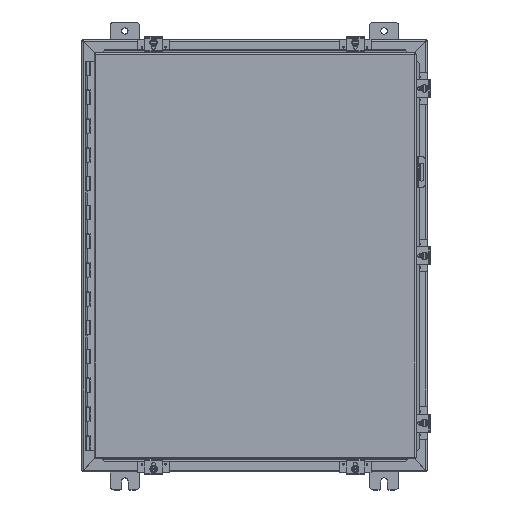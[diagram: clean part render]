
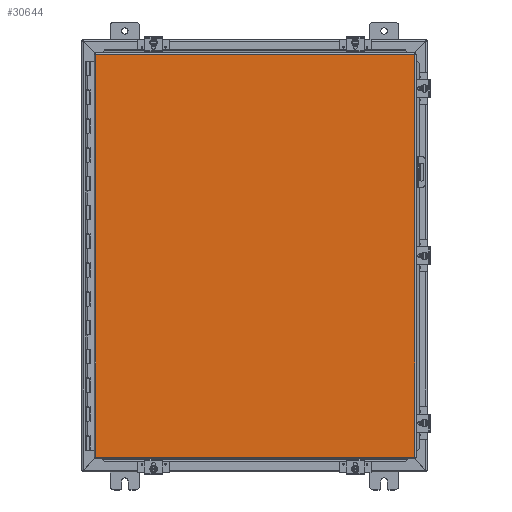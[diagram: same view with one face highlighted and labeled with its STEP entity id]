
A CAD part, top view. The second image highlights one B-rep face of the part: STEP entity #30644.
In plain terms, the highlighted face is planar.
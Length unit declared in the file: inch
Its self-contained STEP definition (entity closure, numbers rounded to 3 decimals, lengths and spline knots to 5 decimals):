
#1894 = LINE ( 'NONE', #39558, #36851 ) ;
#3622 = DIRECTION ( 'NONE',  ( 1., 0., 0. ) ) ;
#4645 = DIRECTION ( 'NONE',  ( 0., 0., 1. ) ) ;
#4967 = CARTESIAN_POINT ( 'NONE',  ( 0., 0., 0. ) ) ;
#6398 = CARTESIAN_POINT ( 'NONE',  ( 11.08225, -13.9885, 0. ) ) ;
#7275 = PLANE ( 'NONE',  #31485 ) ;
#7863 = CARTESIAN_POINT ( 'NONE',  ( -11.08225, 13.9885, 0. ) ) ;
#9338 = CARTESIAN_POINT ( 'NONE',  ( -11.08225, -13.9885, 0. ) ) ;
#11854 = EDGE_CURVE ( 'NONE', #23336, #16076, #17620, .T. ) ;
#12397 = ORIENTED_EDGE ( 'NONE', *, *, #22404, .T. ) ;
#13341 = EDGE_LOOP ( 'NONE', ( #20379, #25205, #12397, #41900 ) ) ;
#15046 = VERTEX_POINT ( 'NONE', #29484 ) ;
#16076 = VERTEX_POINT ( 'NONE', #7863 ) ;
#17010 = DIRECTION ( 'NONE',  ( -1., 0., 0. ) ) ;
#17012 = EDGE_CURVE ( 'NONE', #16076, #15046, #1894, .T. ) ;
#17610 = VECTOR ( 'NONE', #42538, 39.37008 ) ;
#17620 = LINE ( 'NONE', #40378, #17610 ) ;
#17637 = CARTESIAN_POINT ( 'NONE',  ( 5.54112, -13.9885, 0. ) ) ;
#20379 = ORIENTED_EDGE ( 'NONE', *, *, #11854, .T. ) ;
#21300 = CARTESIAN_POINT ( 'NONE',  ( 11.08225, 6.99425, 0. ) ) ;
#21355 = DIRECTION ( 'NONE',  ( 0., -1., 0. ) ) ;
#21422 = VERTEX_POINT ( 'NONE', #6398 ) ;
#22404 = EDGE_CURVE ( 'NONE', #15046, #21422, #26546, .T. ) ;
#23336 = VERTEX_POINT ( 'NONE', #9338 ) ;
#24469 = FACE_OUTER_BOUND ( 'NONE', #13341, .T. ) ;
#25205 = ORIENTED_EDGE ( 'NONE', *, *, #17012, .T. ) ;
#26546 = LINE ( 'NONE', #21300, #35584 ) ;
#29484 = CARTESIAN_POINT ( 'NONE',  ( 11.08225, 13.9885, 0. ) ) ;
#30559 = VECTOR ( 'NONE', #17010, 39.37008 ) ;
#30644 = ADVANCED_FACE ( 'NONE', ( #24469 ), #7275, .F. ) ;
#31485 = AXIS2_PLACEMENT_3D ( 'NONE', #4967, #4645, #3622 ) ;
#31612 = LINE ( 'NONE', #17637, #30559 ) ;
#32079 = EDGE_CURVE ( 'NONE', #21422, #23336, #31612, .T. ) ;
#35584 = VECTOR ( 'NONE', #21355, 39.37008 ) ;
#36851 = VECTOR ( 'NONE', #39450, 39.37008 ) ;
#39450 = DIRECTION ( 'NONE',  ( 1., 0., 0. ) ) ;
#39558 = CARTESIAN_POINT ( 'NONE',  ( -5.59375, 13.9885, 0. ) ) ;
#40378 = CARTESIAN_POINT ( 'NONE',  ( -11.08225, -6.99425, 0. ) ) ;
#41900 = ORIENTED_EDGE ( 'NONE', *, *, #32079, .T. ) ;
#42538 = DIRECTION ( 'NONE',  ( 0., 1., 0. ) ) ;
